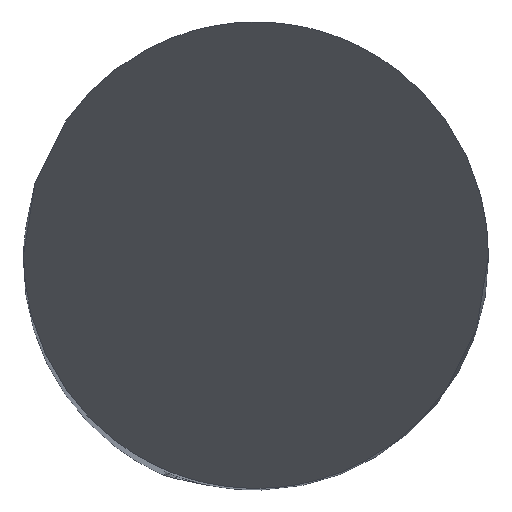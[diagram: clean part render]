
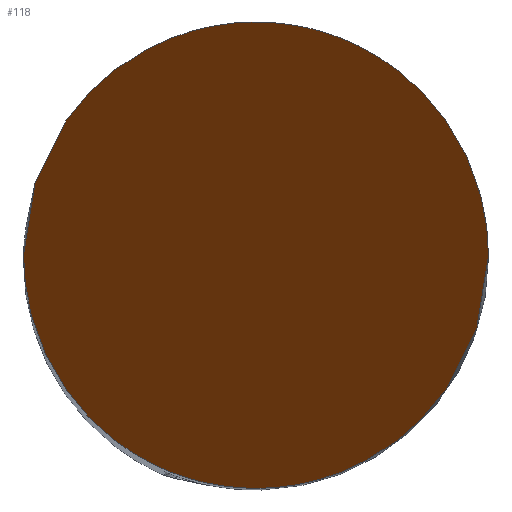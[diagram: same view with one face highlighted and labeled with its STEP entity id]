
A CAD part, top view. The second image highlights one B-rep face of the part: STEP entity #118.
In plain terms, the highlighted planar face has unit normal (0, -0.866, 0.5).
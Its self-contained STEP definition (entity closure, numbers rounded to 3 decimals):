
#118=ADVANCED_FACE('',(#156),#144,.F.);
#144=PLANE('',#513);
#156=FACE_OUTER_BOUND('',#182,.T.);
#182=EDGE_LOOP('',(#208,#209));
#208=ORIENTED_EDGE('',*,*,#381,.F.);
#209=ORIENTED_EDGE('',*,*,#382,.F.);
#338=VERTEX_POINT('',#664);
#339=VERTEX_POINT('',#665);
#381=EDGE_CURVE('',#338,#339,#446,.T.);
#382=EDGE_CURVE('',#339,#338,#447,.T.);
#446=(
BOUNDED_CURVE()
B_SPLINE_CURVE(3,(#660,#661,#662,#663),.UNSPECIFIED.,.F.,.F.)
B_SPLINE_CURVE_WITH_KNOTS((4,4),(0.,1.),.UNSPECIFIED.)
CURVE()
GEOMETRIC_REPRESENTATION_ITEM()
RATIONAL_B_SPLINE_CURVE((1.,0.333,0.333,1.))
REPRESENTATION_ITEM('')
);
#447=(
BOUNDED_CURVE()
B_SPLINE_CURVE(3,(#666,#667,#668,#669),.UNSPECIFIED.,.F.,.F.)
B_SPLINE_CURVE_WITH_KNOTS((4,4),(0.,1.),.UNSPECIFIED.)
CURVE()
GEOMETRIC_REPRESENTATION_ITEM()
RATIONAL_B_SPLINE_CURVE((1.,0.333,0.333,1.))
REPRESENTATION_ITEM('')
);
#513=AXIS2_PLACEMENT_3D('',#670,#551,#552);
#551=DIRECTION('',(0.,0.866,-0.5));
#552=DIRECTION('',(0.,-0.5,-0.866));
#660=CARTESIAN_POINT('',(3.5,0.,0.));
#661=CARTESIAN_POINT('',(3.5,-7.,-12.124));
#662=CARTESIAN_POINT('',(-3.5,-7.,-12.124));
#663=CARTESIAN_POINT('',(-3.5,0.,0.));
#664=CARTESIAN_POINT('',(3.5,0.,0.));
#665=CARTESIAN_POINT('',(-3.5,0.,0.));
#666=CARTESIAN_POINT('',(-3.5,0.,0.));
#667=CARTESIAN_POINT('',(-3.5,7.,12.124));
#668=CARTESIAN_POINT('',(3.5,7.,12.124));
#669=CARTESIAN_POINT('',(3.5,0.,0.));
#670=CARTESIAN_POINT('',(-3.5,-3.5,-6.062));
